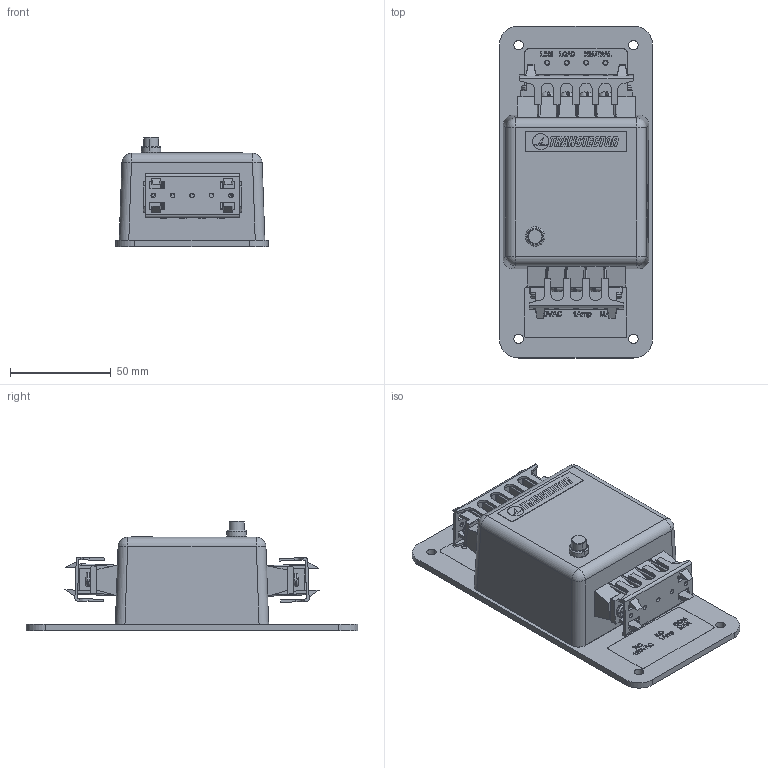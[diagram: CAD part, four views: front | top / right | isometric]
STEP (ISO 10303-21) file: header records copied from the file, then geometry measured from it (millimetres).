
FILE_DESCRIPTION (( 'STEP AP214' ), '1' );
FILE_NAME ('1100-855-E.STEP', '2019-01-04T00:05:56', ( '' ), ( '' ), 'SwSTEP 2.0', 'SolidWorks 2018', '' );
FILE_SCHEMA (( 'AUTOMOTIVE_DESIGN' ));
Length unit declared in the file: inch
Products named in the file (16): 1000-744; 3800-131 rev o; 2105-248; 2102-119; 3800-065; 2003-395; 3450-011 rev b (TRIMMED FOR 1100-426)_ends trimmed; 3800-001; 2003-397; 2003-312; 2021-065; 2004-049; 2105-249 rev o; 1100-855-E; 2100-073; 2003-394
Assembly tree (24 placements, depth 3):
  1100-855-E
    2004-049
    1000-744
      2021-065
      2105-248
      2105-249 rev o
      2100-073  x4
      2102-119  x4
      3800-001  x4
    3450-011 rev b (TRIMMED FOR 1100-426)_ends trimmed
    3800-065
    3800-131 rev o
    2003-397
    2003-394
    2003-312
    2003-395
Bounding box: 76.2 x 165.1 x 54.23 mm (x, y, z)
Volume: 113851.2 mm3; surface area: 100067.5 mm2
Topology: 23 solids, 23 shells, 2682 faces, 7015 edges, 4496 vertices
Faces by surface type: plane 1566, cylinder 525, bspline 431, torus 84, sphere 68, cone 8
Entity records: 110947 total; most frequent: CARTESIAN_POINT 42918, ORIENTED_EDGE 11266, DIRECTION 9200, EDGE_CURVE 5633, VECTOR 3908, LINE 3908, VERTEX_POINT 3671, AXIS2_PLACEMENT_3D 2646
